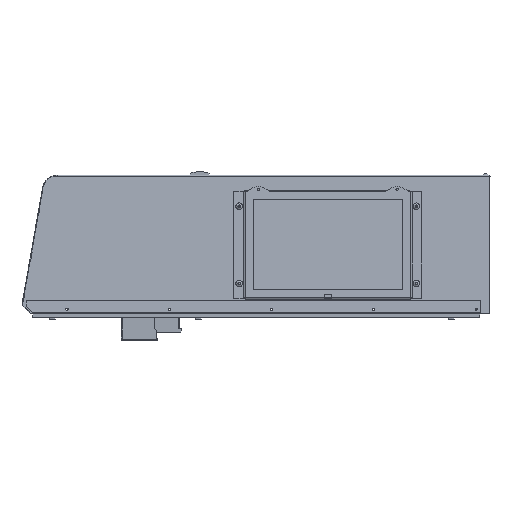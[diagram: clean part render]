
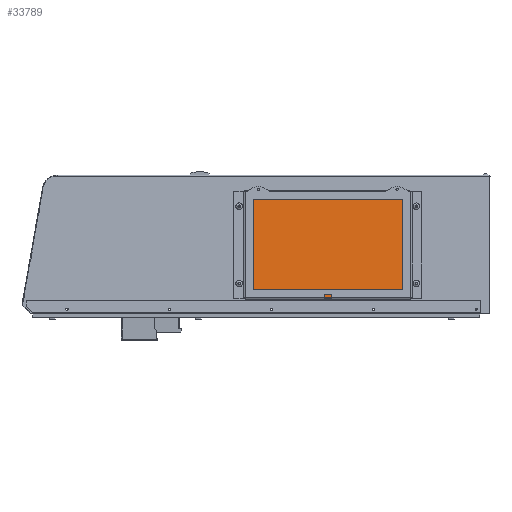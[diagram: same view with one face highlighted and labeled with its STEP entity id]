
A CAD part, left-side view. The second image highlights one B-rep face of the part: STEP entity #33789.
In plain terms, the highlighted planar face has unit normal (-0.996, 0, 0.087).
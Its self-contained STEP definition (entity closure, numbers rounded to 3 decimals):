
#1467 = VERTEX_POINT ( 'NONE', #9251 ) ;
#1869 = VERTEX_POINT ( 'NONE', #2286 ) ;
#2075 = DIRECTION ( 'NONE',  ( 0., -1., 0. ) ) ;
#2076 = CARTESIAN_POINT ( 'NONE',  ( -6.102, 16.79, -3.47 ) ) ;
#2286 = CARTESIAN_POINT ( 'NONE',  ( -6.102, 16.79, -3.47 ) ) ;
#4500 = EDGE_CURVE ( 'NONE', #28874, #1869, #7908, .T. ) ;
#5374 = ORIENTED_EDGE ( 'NONE', *, *, #55610, .F. ) ;
#6176 = PLANE ( 'NONE',  #28891 ) ;
#6514 = VECTOR ( 'NONE', #16987, 39.37 ) ;
#7041 = CARTESIAN_POINT ( 'NONE',  ( -6.102, 16.79, -3.47 ) ) ;
#7190 = CARTESIAN_POINT ( 'NONE',  ( -5.466, 5.49, 3.803 ) ) ;
#7762 = EDGE_CURVE ( 'NONE', #1869, #1467, #44674, .T. ) ;
#7908 = LINE ( 'NONE', #46472, #45126 ) ;
#9070 = ORIENTED_EDGE ( 'NONE', *, *, #7762, .F. ) ;
#9251 = CARTESIAN_POINT ( 'NONE',  ( -5.466, 16.79, 3.803 ) ) ;
#10908 = ORIENTED_EDGE ( 'NONE', *, *, #53731, .F. ) ;
#15626 = VERTEX_POINT ( 'NONE', #58301 ) ;
#16593 = DIRECTION ( 'NONE',  ( -0.996, 0., 0.087 ) ) ;
#16987 = DIRECTION ( 'NONE',  ( -0.087, 0., -0.996 ) ) ;
#17285 = LINE ( 'NONE', #7190, #6514 ) ;
#17695 = DIRECTION ( 'NONE',  ( 0., 1., 0. ) ) ;
#20716 = FACE_OUTER_BOUND ( 'NONE', #26937, .T. ) ;
#21690 = VECTOR ( 'NONE', #2075, 39.37 ) ;
#25442 = CARTESIAN_POINT ( 'NONE',  ( -5.466, 5.49, 3.803 ) ) ;
#25443 = DIRECTION ( 'NONE',  ( 0.087, 0., 0.996 ) ) ;
#26937 = EDGE_LOOP ( 'NONE', ( #46955, #10908, #5374, #9070 ) ) ;
#28874 = VERTEX_POINT ( 'NONE', #47243 ) ;
#28891 = AXIS2_PLACEMENT_3D ( 'NONE', #2076, #16593, #25443 ) ;
#33789 = ADVANCED_FACE ( 'NONE', ( #20716 ), #6176, .T. ) ;
#34951 = LINE ( 'NONE', #25442, #21690 ) ;
#40240 = DIRECTION ( 'NONE',  ( 0.087, 0., 0.996 ) ) ;
#44674 = LINE ( 'NONE', #7041, #48387 ) ;
#45126 = VECTOR ( 'NONE', #17695, 39.37 ) ;
#46472 = CARTESIAN_POINT ( 'NONE',  ( -6.102, 16.79, -3.47 ) ) ;
#46955 = ORIENTED_EDGE ( 'NONE', *, *, #4500, .F. ) ;
#47243 = CARTESIAN_POINT ( 'NONE',  ( -6.102, 5.49, -3.47 ) ) ;
#48387 = VECTOR ( 'NONE', #40240, 39.37 ) ;
#53731 = EDGE_CURVE ( 'NONE', #15626, #28874, #17285, .T. ) ;
#55610 = EDGE_CURVE ( 'NONE', #1467, #15626, #34951, .T. ) ;
#58301 = CARTESIAN_POINT ( 'NONE',  ( -5.466, 5.49, 3.803 ) ) ;
